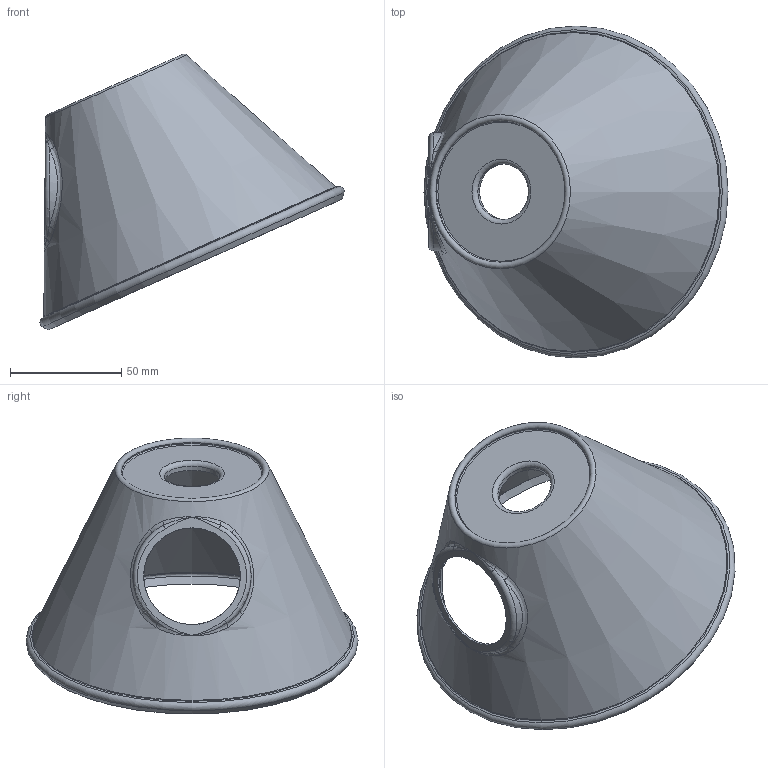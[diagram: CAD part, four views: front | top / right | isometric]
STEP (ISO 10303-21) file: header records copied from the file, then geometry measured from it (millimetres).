
FILE_DESCRIPTION(('Open CASCADE Model'),'2;1');
FILE_NAME('Open CASCADE Shape Model','2008-11-13T16:47:20',('Author'),( 'Open CASCADE'),'Open CASCADE STEP processor 6.2','Open CASCADE 6.2' ,'Unknown');
FILE_SCHEMA(('AUTOMOTIVE_DESIGN_CC2 { 1 2 10303 214 -1 1 5 4 }'));
Length unit declared in the file: millimetre
Products named in the file (1): Open CASCADE STEP translator 6.2 1
Bounding box: 136.5 x 149 x 123.86 mm (x, y, z)
Volume: 36065.6 mm3; surface area: 72871.9 mm2
Topology: 1 solids, 1 shells, 48 faces, 102 edges, 58 vertices
Faces by surface type: bspline 14, cone 13, torus 13, plane 4, cylinder 4
Full cylindrical faces by diameter (mm): 25 x1, 27 x1, 63.5 x1, 65.5 x1
Entity records: 7151 total; most frequent: CARTESIAN_POINT 5399, DIRECTION 228, ORIENTED_EDGE 204, PCURVE 204, DEFINITIONAL_REPRESENTATION 204, B_SPLINE_CURVE_WITH_KNOTS 197, EDGE_CURVE 102, AXIS2_PLACEMENT_3D 86
